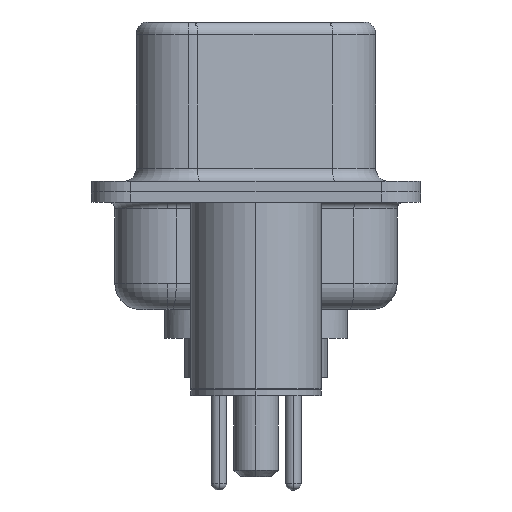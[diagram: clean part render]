
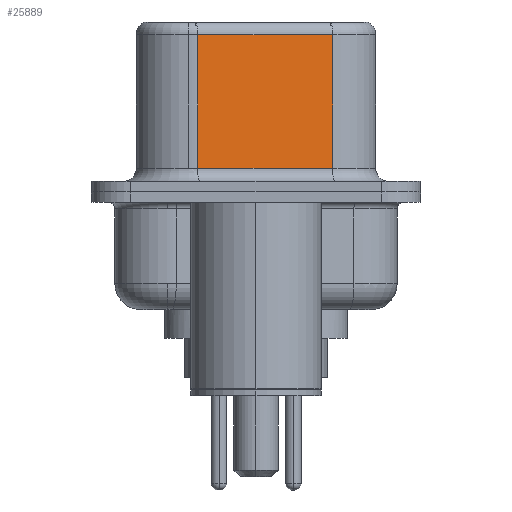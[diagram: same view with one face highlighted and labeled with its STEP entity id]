
A CAD part, left-side view. The second image highlights one B-rep face of the part: STEP entity #25889.
In plain terms, the highlighted planar face has unit normal (-0.985, -0.174, 0).
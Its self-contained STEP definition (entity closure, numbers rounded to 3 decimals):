
#602 = VERTEX_POINT ( 'NONE', #20707 ) ;
#825 = ORIENTED_EDGE ( 'NONE', *, *, #15149, .T. ) ;
#997 = EDGE_LOOP ( 'NONE', ( #19677, #24094, #2907, #825 ) ) ;
#1642 = DIRECTION ( 'NONE',  ( 0.174, -0.985, 0. ) ) ;
#2447 = VECTOR ( 'NONE', #7868, 1000. ) ;
#2698 = VERTEX_POINT ( 'NONE', #26552 ) ;
#2907 = ORIENTED_EDGE ( 'NONE', *, *, #25139, .T. ) ;
#3276 = VERTEX_POINT ( 'NONE', #14506 ) ;
#3740 = VECTOR ( 'NONE', #15567, 1000. ) ;
#3907 = LINE ( 'NONE', #25856, #15262 ) ;
#5719 = CARTESIAN_POINT ( 'NONE',  ( 3.67, 2.233, 6.52 ) ) ;
#7868 = DIRECTION ( 'NONE',  ( 0., 0., -1. ) ) ;
#9056 = DIRECTION ( 'NONE',  ( -0.174, 0.985, 0. ) ) ;
#9457 = LINE ( 'NONE', #24032, #3740 ) ;
#9478 = VECTOR ( 'NONE', #1642, 1000. ) ;
#10251 = CARTESIAN_POINT ( 'NONE',  ( 4.58, -2.927, 6.52 ) ) ;
#10608 = VERTEX_POINT ( 'NONE', #15448 ) ;
#11508 = AXIS2_PLACEMENT_3D ( 'NONE', #10251, #25015, #12389 ) ;
#12177 = EDGE_CURVE ( 'NONE', #10608, #3276, #3907, .T. ) ;
#12389 = DIRECTION ( 'NONE',  ( -0.174, 0.985, 0. ) ) ;
#14468 = CARTESIAN_POINT ( 'NONE',  ( 4.58, -2.927, 0.9 ) ) ;
#14506 = CARTESIAN_POINT ( 'NONE',  ( 3.67, 2.233, 6.02 ) ) ;
#15149 = EDGE_CURVE ( 'NONE', #2698, #602, #20745, .T. ) ;
#15262 = VECTOR ( 'NONE', #9056, 1000. ) ;
#15448 = CARTESIAN_POINT ( 'NONE',  ( 4.58, -2.927, 6.02 ) ) ;
#15567 = DIRECTION ( 'NONE',  ( 0., 0., -1. ) ) ;
#19207 = EDGE_CURVE ( 'NONE', #10608, #602, #9457, .T. ) ;
#19677 = ORIENTED_EDGE ( 'NONE', *, *, #19207, .F. ) ;
#20707 = CARTESIAN_POINT ( 'NONE',  ( 4.58, -2.927, 0.9 ) ) ;
#20745 = LINE ( 'NONE', #14468, #9478 ) ;
#21772 = FACE_OUTER_BOUND ( 'NONE', #997, .T. ) ;
#24032 = CARTESIAN_POINT ( 'NONE',  ( 4.58, -2.927, 6.52 ) ) ;
#24094 = ORIENTED_EDGE ( 'NONE', *, *, #12177, .T. ) ;
#25015 = DIRECTION ( 'NONE',  ( 0.985, 0.174, 0. ) ) ;
#25020 = LINE ( 'NONE', #5719, #2447 ) ;
#25139 = EDGE_CURVE ( 'NONE', #3276, #2698, #25020, .T. ) ;
#25856 = CARTESIAN_POINT ( 'NONE',  ( 4.58, -2.927, 6.02 ) ) ;
#25889 = ADVANCED_FACE ( 'NONE', ( #21772 ), #27010, .F. ) ;
#26552 = CARTESIAN_POINT ( 'NONE',  ( 3.67, 2.233, 0.9 ) ) ;
#27010 = PLANE ( 'NONE',  #11508 ) ;
